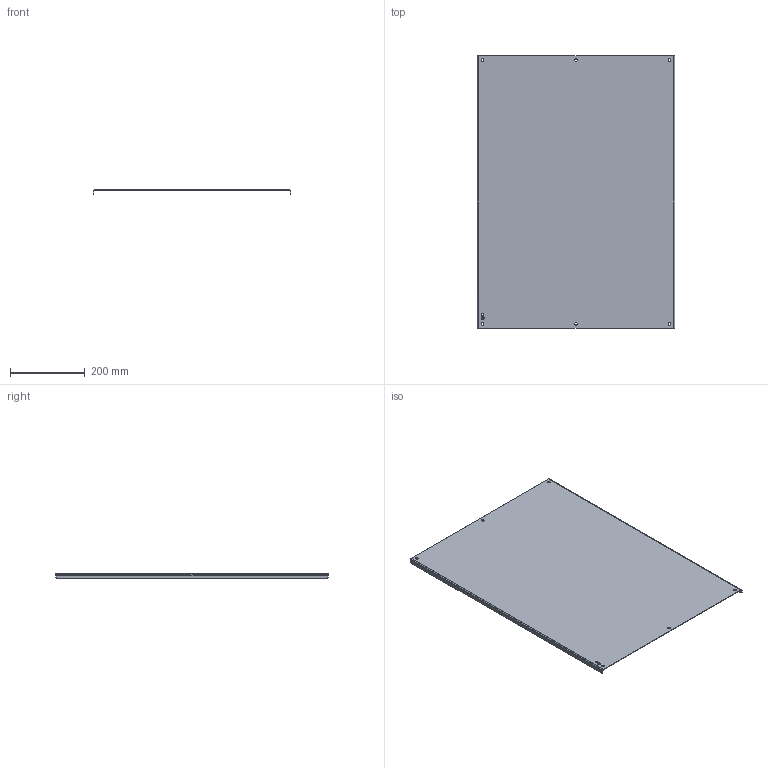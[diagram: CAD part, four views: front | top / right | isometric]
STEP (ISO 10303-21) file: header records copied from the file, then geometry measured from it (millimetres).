
FILE_DESCRIPTION(('CATIA V5 STEP Exchange','CAx-IF Rec.Pracs.--- Model Styling and Organization---1.4--- 2014-01-23'),'2;1');
FILE_NAME ('011147-2_0_1310480000_KTBI_MOPL_800x600.stp','2023-06-26T07:41:23+00:00',('none'),('Weidmueller'),'CATIA Version 5-6 Release 2016 SP3 HF44','CATIA V5 STEP AP214','none');
FILE_SCHEMA(('AUTOMOTIVE_DESIGN { 1 0 10303 214 1 1 1 1 }'));
Length unit declared in the file: millimetre
Products named in the file (1): MOPL_KTBI_800x600
Bounding box: 529 x 729 x 12 mm (x, y, z)
Volume: 597980.4 mm3; surface area: 801361.7 mm2
Topology: 1 solids, 1 shells, 113 faces, 302 edges, 196 vertices
Faces by surface type: cylinder 74, plane 39
Entity records: 3970 total; most frequent: CARTESIAN_POINT 1258, ORIENTED_EDGE 604, DIRECTION 451, EDGE_CURVE 302, VERTEX_POINT 196, AXIS2_PLACEMENT_3D 190, VECTOR 154, LINE 154
